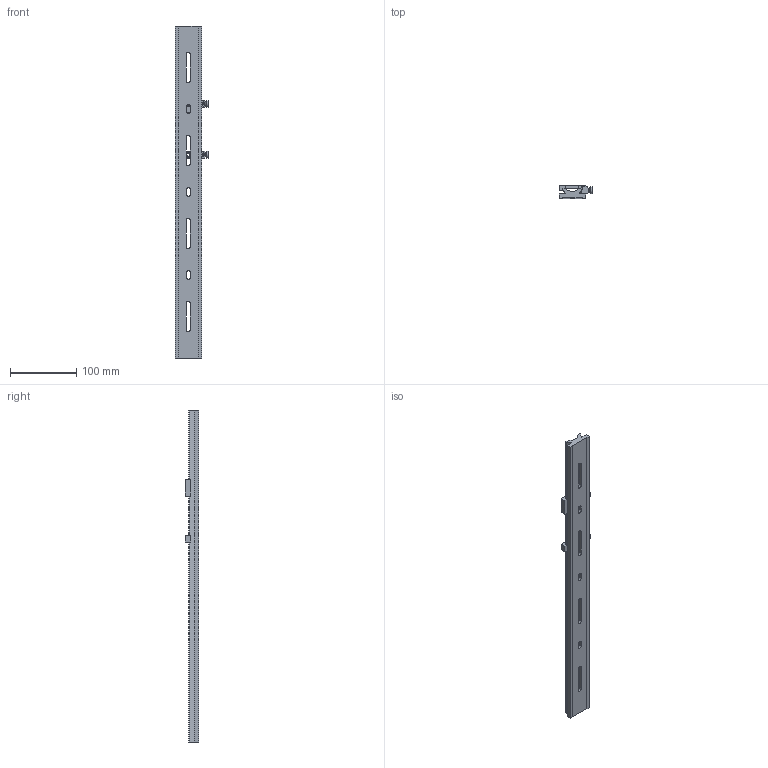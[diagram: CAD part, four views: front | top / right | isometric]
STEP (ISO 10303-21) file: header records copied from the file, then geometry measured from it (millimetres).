
FILE_DESCRIPTION (( 'STEP AP203' ), '1' );
FILE_NAME ('4.2.1.5_H40G-500_40mm滑轨，长度500mm，附带两个H40Z滑轨安装座.STEP', '2023-06-26T06:42:34', ( '' ), ( '' ), 'SwSTEP 2.0', 'SolidWorks 2021', '' );
FILE_SCHEMA (( 'CONFIG_CONTROL_DESIGN' ));
Length unit declared in the file: millimetre
Products named in the file (1): 4.2.1.5_H40G-500_40mm滑轨，长度500mm，附带两个H40Z滑轨安装座
Bounding box: 51.03 x 20 x 500 mm (x, y, z)
Volume: 185782 mm3; surface area: 73391 mm2
Topology: 8 solids, 8 shells, 257 faces, 654 edges, 424 vertices
Faces by surface type: plane 130, cylinder 99, cone 20, torus 8
Entity records: 8493 total; most frequent: CARTESIAN_POINT 1990, DIRECTION 1348, ORIENTED_EDGE 1308, EDGE_CURVE 654, AXIS2_PLACEMENT_3D 462, VERTEX_POINT 424, LINE 424, VECTOR 424
